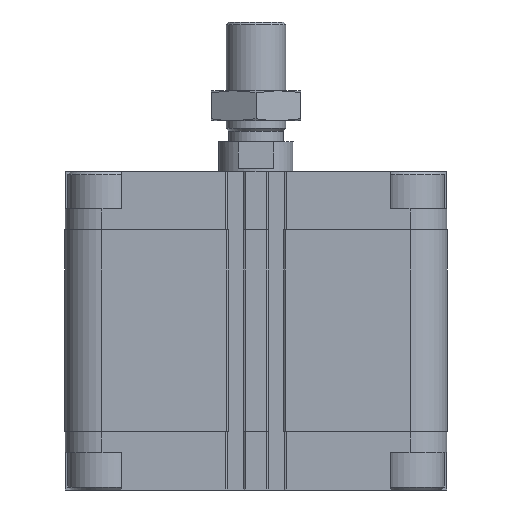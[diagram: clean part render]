
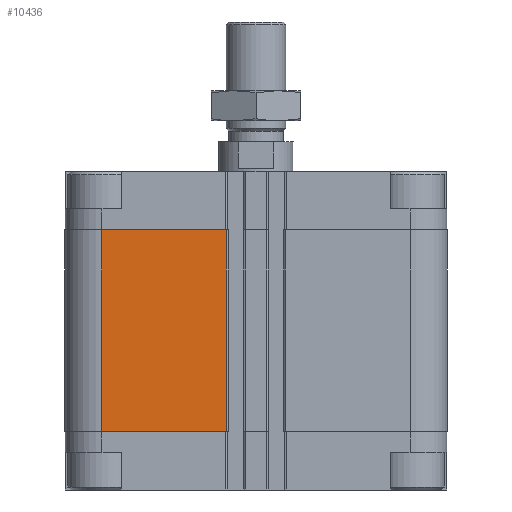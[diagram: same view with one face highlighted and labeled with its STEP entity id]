
A CAD part, front view. The second image highlights one B-rep face of the part: STEP entity #10436.
In plain terms, the highlighted face is planar.
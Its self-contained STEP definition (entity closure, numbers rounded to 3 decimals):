
#2004=ORIENTED_EDGE('',*,*,#4644,.F.);
#2005=ORIENTED_EDGE('',*,*,#4729,.F.);
#2006=ORIENTED_EDGE('',*,*,#4339,.T.);
#2007=ORIENTED_EDGE('',*,*,#4730,.T.);
#4339=EDGE_CURVE('',#5853,#5852,#6757,.T.);
#4644=EDGE_CURVE('',#6045,#6046,#6973,.T.);
#4729=EDGE_CURVE('',#5853,#6045,#7027,.T.);
#4730=EDGE_CURVE('',#5852,#6046,#7028,.T.);
#5852=VERTEX_POINT('',#15983);
#5853=VERTEX_POINT('',#15985);
#6045=VERTEX_POINT('',#16586);
#6046=VERTEX_POINT('',#16588);
#6757=LINE('',#15984,#7715);
#6973=LINE('',#16587,#7931);
#7027=LINE('',#16758,#7985);
#7028=LINE('',#16760,#7986);
#7715=VECTOR('',#12392,1000.);
#7931=VECTOR('',#12996,1000.);
#7985=VECTOR('',#13174,1000.);
#7986=VECTOR('',#13177,1000.);
#8595=EDGE_LOOP('',(#2004,#2005,#2006,#2007));
#9321=FACE_BOUND('',#8595,.T.);
#9964=PLANE('',#11280);
#10436=ADVANCED_FACE('',(#9321),#9964,.T.);
#11280=AXIS2_PLACEMENT_3D('',#16759,#13175,#13176);
#12392=DIRECTION('',(-1.,0.,0.));
#12996=DIRECTION('',(-1.,0.,0.));
#13174=DIRECTION('',(0.,0.,1.));
#13175=DIRECTION('',(0.,1.,0.));
#13176=DIRECTION('',(0.,0.,1.));
#13177=DIRECTION('',(0.,0.,1.));
#15983=CARTESIAN_POINT('',(9.95,64.,-87.));
#15984=CARTESIAN_POINT('',(51.5,64.,-87.));
#15985=CARTESIAN_POINT('',(51.5,64.,-87.));
#16586=CARTESIAN_POINT('',(51.5,64.,-19.5));
#16587=CARTESIAN_POINT('',(51.5,64.,-19.5));
#16588=CARTESIAN_POINT('',(9.95,64.,-19.5));
#16758=CARTESIAN_POINT('',(51.5,64.,-87.));
#16759=CARTESIAN_POINT('',(51.5,64.,-87.));
#16760=CARTESIAN_POINT('',(9.95,64.,-87.));
